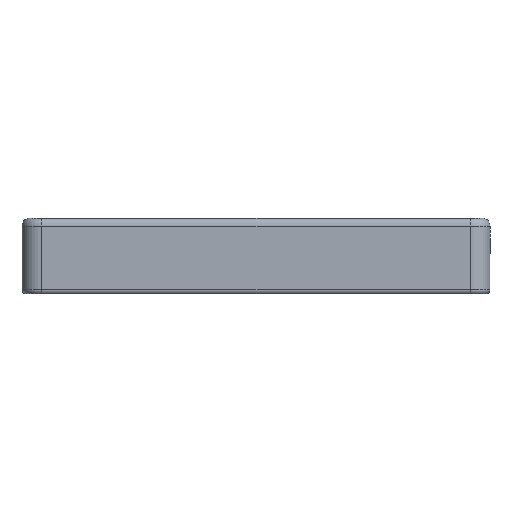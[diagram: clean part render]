
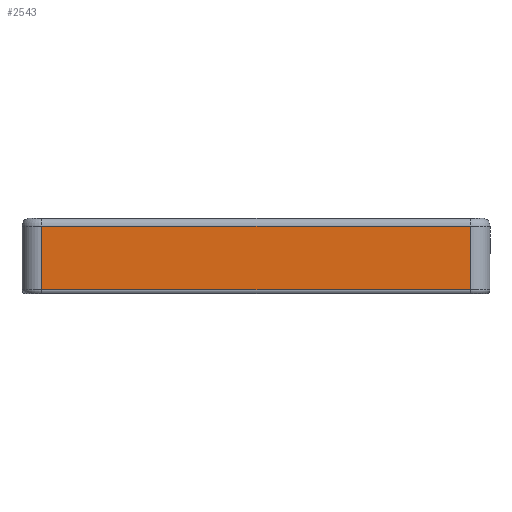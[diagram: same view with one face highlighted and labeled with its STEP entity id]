
A CAD part, left-side view. The second image highlights one B-rep face of the part: STEP entity #2543.
In plain terms, the highlighted planar face has unit normal (-1, 0, 0).
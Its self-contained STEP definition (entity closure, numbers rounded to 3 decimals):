
#302=PLANE('',#2799);
#407=FACE_OUTER_BOUND('',#580,.T.);
#580=EDGE_LOOP('',(#1996,#1997,#1998,#1999));
#727=LINE('',#4737,#890);
#755=LINE('',#5188,#918);
#757=LINE('',#5194,#920);
#758=LINE('',#5195,#921);
#890=VECTOR('',#3233,10.);
#918=VECTOR('',#3347,10.);
#920=VECTOR('',#3353,10.);
#921=VECTOR('',#3354,10.);
#1119=VERTEX_POINT('',#4731);
#1120=VERTEX_POINT('',#4735);
#1154=VERTEX_POINT('',#5187);
#1156=VERTEX_POINT('',#5193);
#1392=EDGE_CURVE('',#1120,#1119,#727,.T.);
#1455=EDGE_CURVE('',#1119,#1154,#755,.T.);
#1458=EDGE_CURVE('',#1156,#1120,#757,.T.);
#1459=EDGE_CURVE('',#1154,#1156,#758,.T.);
#1996=ORIENTED_EDGE('',*,*,#1392,.F.);
#1997=ORIENTED_EDGE('',*,*,#1458,.F.);
#1998=ORIENTED_EDGE('',*,*,#1459,.F.);
#1999=ORIENTED_EDGE('',*,*,#1455,.F.);
#2543=ADVANCED_FACE('',(#407),#302,.T.);
#2799=AXIS2_PLACEMENT_3D('',#5192,#3351,#3352);
#3233=DIRECTION('',(0.,1.,0.));
#3347=DIRECTION('',(0.,0.,1.));
#3351=DIRECTION('center_axis',(-1.,0.,0.));
#3352=DIRECTION('ref_axis',(0.,-1.,0.));
#3353=DIRECTION('',(0.,0.,-1.));
#3354=DIRECTION('',(0.,-1.,0.));
#4731=CARTESIAN_POINT('',(3.437,3.285,2.));
#4735=CARTESIAN_POINT('',(3.437,-103.915,2.));
#4737=CARTESIAN_POINT('',(3.437,-21.015,2.));
#5187=CARTESIAN_POINT('',(3.437,3.285,18.));
#5188=CARTESIAN_POINT('',(3.437,3.285,0.));
#5192=CARTESIAN_POINT('Origin',(3.437,8.285,0.));
#5193=CARTESIAN_POINT('',(3.437,-103.915,18.));
#5194=CARTESIAN_POINT('',(3.437,-103.915,0.));
#5195=CARTESIAN_POINT('',(3.437,-21.015,18.));
